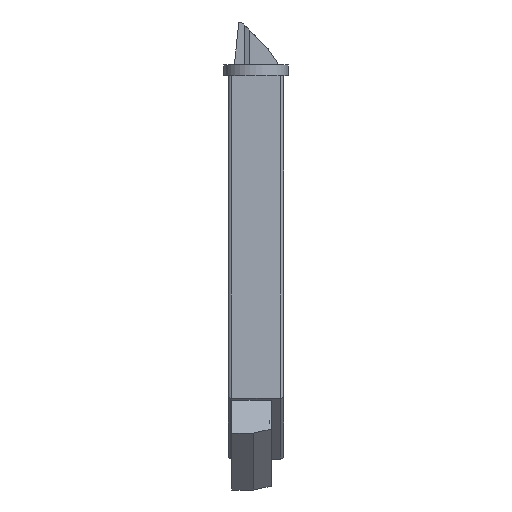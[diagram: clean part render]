
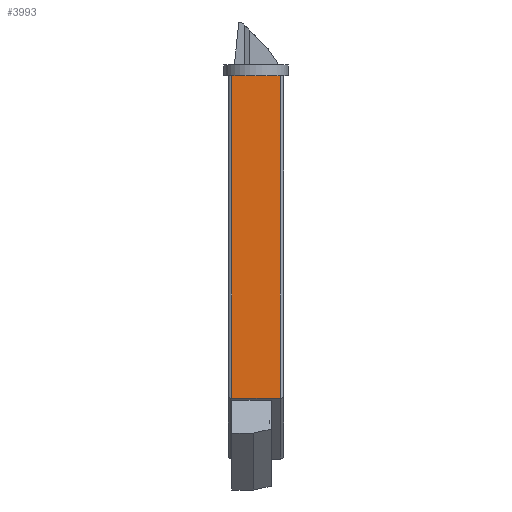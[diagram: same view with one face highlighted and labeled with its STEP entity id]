
A CAD part, front view. The second image highlights one B-rep face of the part: STEP entity #3993.
In plain terms, the highlighted planar face has unit normal (0, -1, 0).
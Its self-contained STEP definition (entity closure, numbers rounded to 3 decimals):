
#259 = ORIENTED_EDGE ( 'NONE', *, *, #7980, .F. ) ;
#451 = VECTOR ( 'NONE', #1300, 1000. ) ;
#532 = FACE_OUTER_BOUND ( 'NONE', #6693, .T. ) ;
#594 = CARTESIAN_POINT ( 'NONE',  ( 6.75, -108., -13. ) ) ;
#799 = CARTESIAN_POINT ( 'NONE',  ( 7.75, -108., -13. ) ) ;
#1179 = EDGE_CURVE ( 'NONE', #4379, #6085, #7037, .T. ) ;
#1300 = DIRECTION ( 'NONE',  ( 0., 0., -1. ) ) ;
#1904 = CARTESIAN_POINT ( 'NONE',  ( 6.75, -108., -13. ) ) ;
#2157 = DIRECTION ( 'NONE',  ( 0., 0., 1. ) ) ;
#2210 = VECTOR ( 'NONE', #7565, 1000. ) ;
#2676 = CARTESIAN_POINT ( 'NONE',  ( -6.75, -108., -13. ) ) ;
#3141 = VERTEX_POINT ( 'NONE', #594 ) ;
#3357 = CARTESIAN_POINT ( 'NONE',  ( -6.75, -108., 77. ) ) ;
#3528 = EDGE_CURVE ( 'NONE', #3141, #6288, #6280, .T. ) ;
#3548 = LINE ( 'NONE', #799, #7087 ) ;
#3598 = DIRECTION ( 'NONE',  ( -1., 0., 0. ) ) ;
#3730 = CARTESIAN_POINT ( 'NONE',  ( 7.75, -108., 77. ) ) ;
#3993 = ADVANCED_FACE ( 'NONE', ( #532 ), #8191, .F. ) ;
#4379 = VERTEX_POINT ( 'NONE', #3357 ) ;
#4607 = LINE ( 'NONE', #3730, #6036 ) ;
#4702 = AXIS2_PLACEMENT_3D ( 'NONE', #4706, #7499, #2157 ) ;
#4706 = CARTESIAN_POINT ( 'NONE',  ( 7.75, -108., -13. ) ) ;
#4758 = ORIENTED_EDGE ( 'NONE', *, *, #5562, .T. ) ;
#5562 = EDGE_CURVE ( 'NONE', #6288, #4379, #4607, .T. ) ;
#6036 = VECTOR ( 'NONE', #8728, 1000. ) ;
#6085 = VERTEX_POINT ( 'NONE', #6842 ) ;
#6280 = LINE ( 'NONE', #1904, #2210 ) ;
#6288 = VERTEX_POINT ( 'NONE', #7751 ) ;
#6693 = EDGE_LOOP ( 'NONE', ( #4758, #6729, #259, #8473 ) ) ;
#6729 = ORIENTED_EDGE ( 'NONE', *, *, #1179, .T. ) ;
#6842 = CARTESIAN_POINT ( 'NONE',  ( -6.75, -108., -13. ) ) ;
#7037 = LINE ( 'NONE', #2676, #451 ) ;
#7087 = VECTOR ( 'NONE', #3598, 1000. ) ;
#7499 = DIRECTION ( 'NONE',  ( 0., 1., 0. ) ) ;
#7565 = DIRECTION ( 'NONE',  ( 0., 0., 1. ) ) ;
#7751 = CARTESIAN_POINT ( 'NONE',  ( 6.75, -108., 77. ) ) ;
#7980 = EDGE_CURVE ( 'NONE', #3141, #6085, #3548, .T. ) ;
#8191 = PLANE ( 'NONE',  #4702 ) ;
#8473 = ORIENTED_EDGE ( 'NONE', *, *, #3528, .T. ) ;
#8728 = DIRECTION ( 'NONE',  ( -1., 0., 0. ) ) ;
